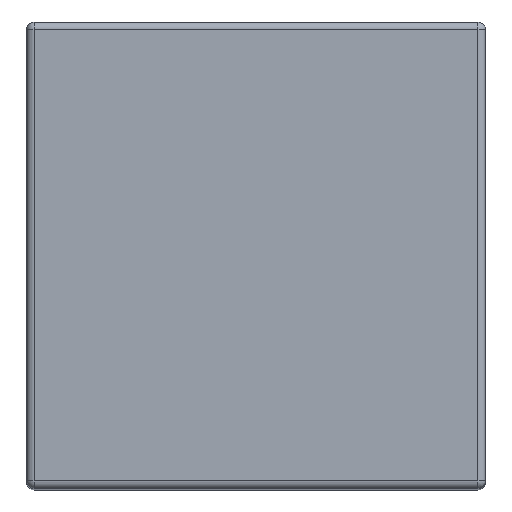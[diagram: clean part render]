
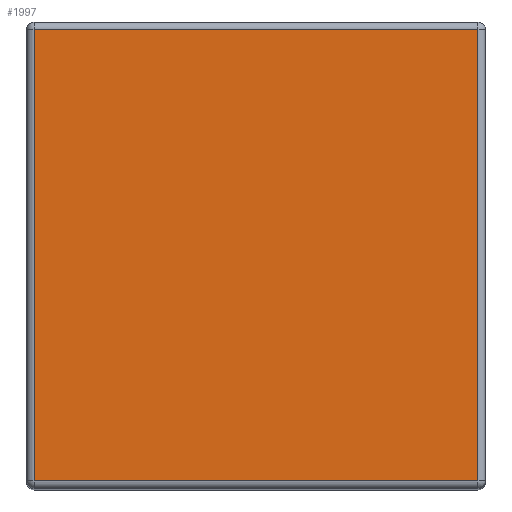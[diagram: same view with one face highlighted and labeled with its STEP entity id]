
A CAD part, top view. The second image highlights one B-rep face of the part: STEP entity #1997.
In plain terms, the highlighted planar face has unit normal (0, 0, 1).
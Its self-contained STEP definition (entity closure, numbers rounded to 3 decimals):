
#947=DIRECTION('',(1.,0.,0.));
#948=VECTOR('',#947,29.);
#949=CARTESIAN_POINT('',(-14.5,30.,26.25));
#950=LINE('',#949,#948);
#954=DIRECTION('',(0.,-1.,0.));
#955=VECTOR('',#954,29.5);
#956=CARTESIAN_POINT('',(14.5,30.,26.25));
#957=LINE('',#956,#955);
#961=DIRECTION('',(-1.,0.,0.));
#962=VECTOR('',#961,29.);
#963=CARTESIAN_POINT('',(14.5,0.5,26.25));
#964=LINE('',#963,#962);
#968=DIRECTION('',(0.,-1.,0.));
#969=VECTOR('',#968,29.5);
#970=CARTESIAN_POINT('',(-14.5,30.,26.25));
#971=LINE('',#970,#969);
#1087=CARTESIAN_POINT('',(-14.5,30.,26.25));
#1088=CARTESIAN_POINT('',(14.5,30.,26.25));
#1089=VERTEX_POINT('',#1087);
#1090=VERTEX_POINT('',#1088);
#1093=CARTESIAN_POINT('',(-14.5,0.5,26.25));
#1094=VERTEX_POINT('',#1093);
#1097=CARTESIAN_POINT('',(14.5,0.5,26.25));
#1098=VERTEX_POINT('',#1097);
#1984=CARTESIAN_POINT('',(-15.,0.,26.25));
#1985=DIRECTION('',(0.,0.,1.));
#1986=DIRECTION('',(1.,0.,0.));
#1987=AXIS2_PLACEMENT_3D('',#1984,#1985,#1986);
#1988=PLANE('',#1987);
#1989=ORIENTED_EDGE('',*,*,#1975,.T.);
#1991=ORIENTED_EDGE('',*,*,#1990,.T.);
#1992=ORIENTED_EDGE('',*,*,#1607,.T.);
#1994=ORIENTED_EDGE('',*,*,#1993,.F.);
#1995=EDGE_LOOP('',(#1989,#1991,#1992,#1994));
#1996=FACE_OUTER_BOUND('',#1995,.F.);
#1997=ADVANCED_FACE('',(#1996),#1988,.T.);
#1607=EDGE_CURVE('',#1098,#1094,#964,.T.);
#1975=EDGE_CURVE('',#1089,#1090,#950,.T.);
#1990=EDGE_CURVE('',#1090,#1098,#957,.T.);
#1993=EDGE_CURVE('',#1089,#1094,#971,.T.);
